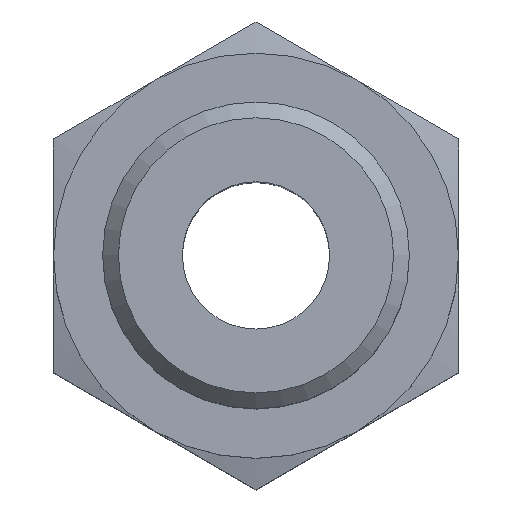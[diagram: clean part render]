
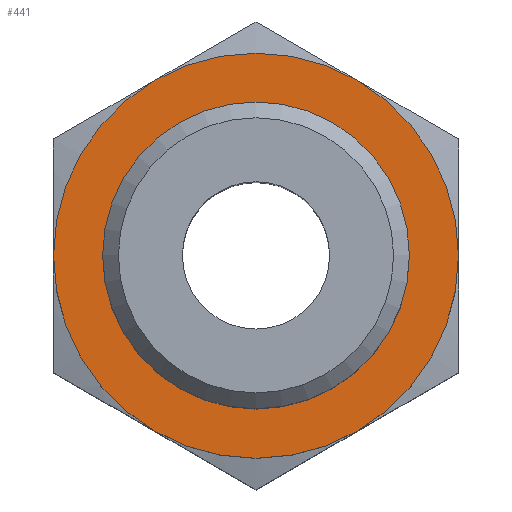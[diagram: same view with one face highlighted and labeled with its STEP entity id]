
A CAD part, top view. The second image highlights one B-rep face of the part: STEP entity #441.
In plain terms, the highlighted planar face has unit normal (0, 0, 1).
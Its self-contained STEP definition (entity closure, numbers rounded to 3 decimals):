
#41=PLANE('',#511);
#71=CIRCLE('',#510,11.);
#72=CIRCLE('',#512,7.475);
#144=ORIENTED_EDGE('',*,*,#234,.T.);
#145=ORIENTED_EDGE('',*,*,#233,.F.);
#233=EDGE_CURVE('',#277,#277,#71,.T.);
#234=EDGE_CURVE('',#278,#278,#72,.T.);
#277=VERTEX_POINT('',#828);
#278=VERTEX_POINT('',#831);
#340=EDGE_LOOP('',(#144));
#341=EDGE_LOOP('',(#145));
#388=FACE_BOUND('',#340,.T.);
#389=FACE_BOUND('',#341,.T.);
#441=ADVANCED_FACE('',(#388,#389),#41,.T.);
#510=AXIS2_PLACEMENT_3D('',#827,#618,#619);
#511=AXIS2_PLACEMENT_3D('',#829,#620,#621);
#512=AXIS2_PLACEMENT_3D('',#830,#622,#623);
#618=DIRECTION('',(0.,0.,-1.));
#619=DIRECTION('',(0.,1.,0.));
#620=DIRECTION('',(0.,0.,1.));
#621=DIRECTION('',(0.,-1.,0.));
#622=DIRECTION('',(0.,0.,-1.));
#623=DIRECTION('',(0.,1.,0.));
#827=CARTESIAN_POINT('',(0.,0.,0.));
#828=CARTESIAN_POINT('',(0.,11.,0.));
#829=CARTESIAN_POINT('',(0.,11.,0.));
#830=CARTESIAN_POINT('',(0.,0.,0.));
#831=CARTESIAN_POINT('',(0.,7.475,0.));
